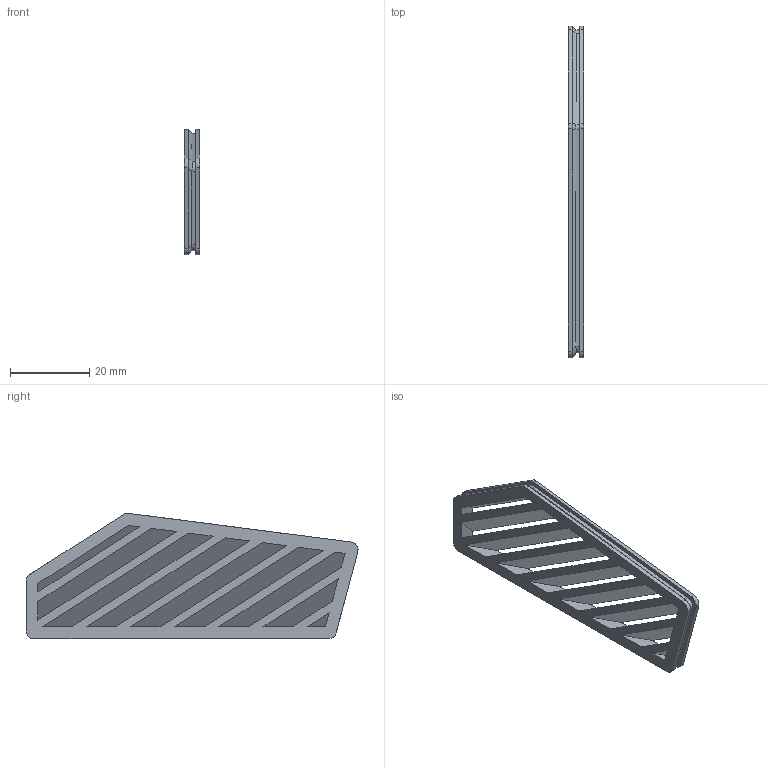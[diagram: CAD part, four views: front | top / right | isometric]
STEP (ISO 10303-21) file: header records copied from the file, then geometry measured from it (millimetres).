
FILE_DESCRIPTION(('STEP AP242'), '1');
FILE_NAME('itemSuspensionOnLancerWindowV2RightV2', '', ('UNSPECIFIED'), ('UNSPECIFIED'), 'C3D Converter', 'C3D Toolkit', '');
FILE_SCHEMA(('AP242_MANAGED_MODEL_BASED_3D_ENGINEERING_MIM_LF { 1 0 10303 442 1 1 4 }'));
Length unit declared in the file: millimetre
Bounding box: 4 x 83.68 x 31.6 mm (x, y, z)
Volume: 4114.7 mm3; surface area: 6758.4 mm2
Topology: 1 solids, 1 shells, 82 faces, 234 edges, 156 vertices
Faces by surface type: plane 62, cylinder 20
Entity records: 2997 total; most frequent: CARTESIAN_POINT 845, ORIENTED_EDGE 468, DIRECTION 390, EDGE_CURVE 234, LINE 184, VECTOR 184, VERTEX_POINT 156, AXIS2_PLACEMENT_3D 103
